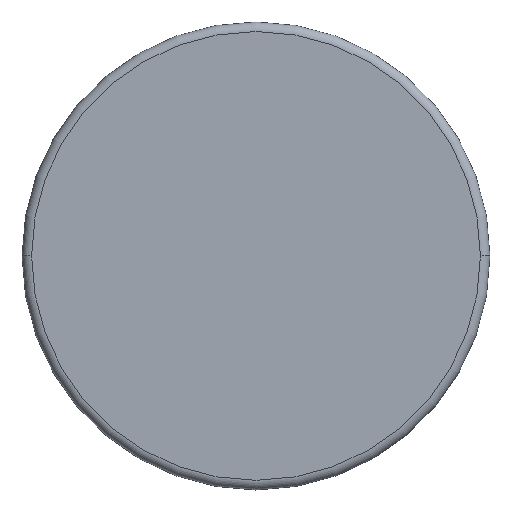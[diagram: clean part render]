
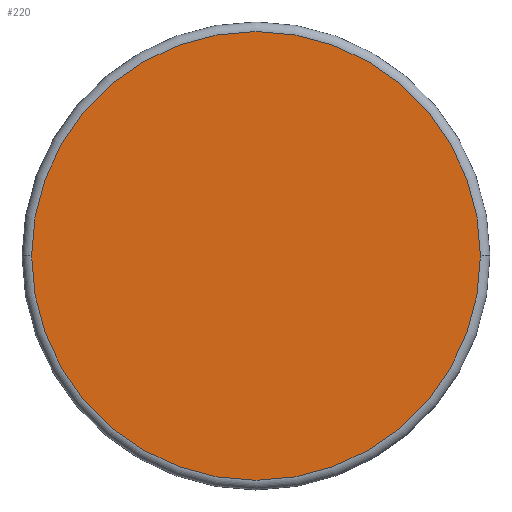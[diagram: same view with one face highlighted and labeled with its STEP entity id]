
A CAD part, top view. The second image highlights one B-rep face of the part: STEP entity #220.
In plain terms, the highlighted planar face has unit normal (0, 0, 1).
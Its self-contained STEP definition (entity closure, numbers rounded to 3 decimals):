
#18 = FACE_OUTER_BOUND ( 'NONE', #58, .T. ) ;
#43 = DIRECTION ( 'NONE',  ( 0., 0., 1. ) ) ;
#52 = EDGE_CURVE ( 'NONE', #401, #253, #182, .T. ) ;
#58 = EDGE_LOOP ( 'NONE', ( #190, #426 ) ) ;
#61 = AXIS2_PLACEMENT_3D ( 'NONE', #380, #43, #204 ) ;
#69 = CARTESIAN_POINT ( 'NONE',  ( -11.75, 0., 2.125 ) ) ;
#97 = CIRCLE ( 'NONE', #405, 11.75 ) ;
#102 = DIRECTION ( 'NONE',  ( 0., 0., 1. ) ) ;
#126 = AXIS2_PLACEMENT_3D ( 'NONE', #350, #154, #424 ) ;
#153 = PLANE ( 'NONE',  #126 ) ;
#154 = DIRECTION ( 'NONE',  ( 0., 0., 1. ) ) ;
#182 = CIRCLE ( 'NONE', #61, 11.75 ) ;
#190 = ORIENTED_EDGE ( 'NONE', *, *, #418, .T. ) ;
#204 = DIRECTION ( 'NONE',  ( 1., 0., 0. ) ) ;
#220 = ADVANCED_FACE ( 'NONE', ( #18 ), #153, .T. ) ;
#253 = VERTEX_POINT ( 'NONE', #262 ) ;
#262 = CARTESIAN_POINT ( 'NONE',  ( 11.75, 0., 2.125 ) ) ;
#350 = CARTESIAN_POINT ( 'NONE',  ( 0., 0., 2.125 ) ) ;
#375 = DIRECTION ( 'NONE',  ( 1., 0., 0. ) ) ;
#380 = CARTESIAN_POINT ( 'NONE',  ( 0., 0., 2.125 ) ) ;
#401 = VERTEX_POINT ( 'NONE', #69 ) ;
#405 = AXIS2_PLACEMENT_3D ( 'NONE', #410, #102, #375 ) ;
#410 = CARTESIAN_POINT ( 'NONE',  ( 0., 0., 2.125 ) ) ;
#418 = EDGE_CURVE ( 'NONE', #253, #401, #97, .T. ) ;
#424 = DIRECTION ( 'NONE',  ( 1., 0., 0. ) ) ;
#426 = ORIENTED_EDGE ( 'NONE', *, *, #52, .T. ) ;
